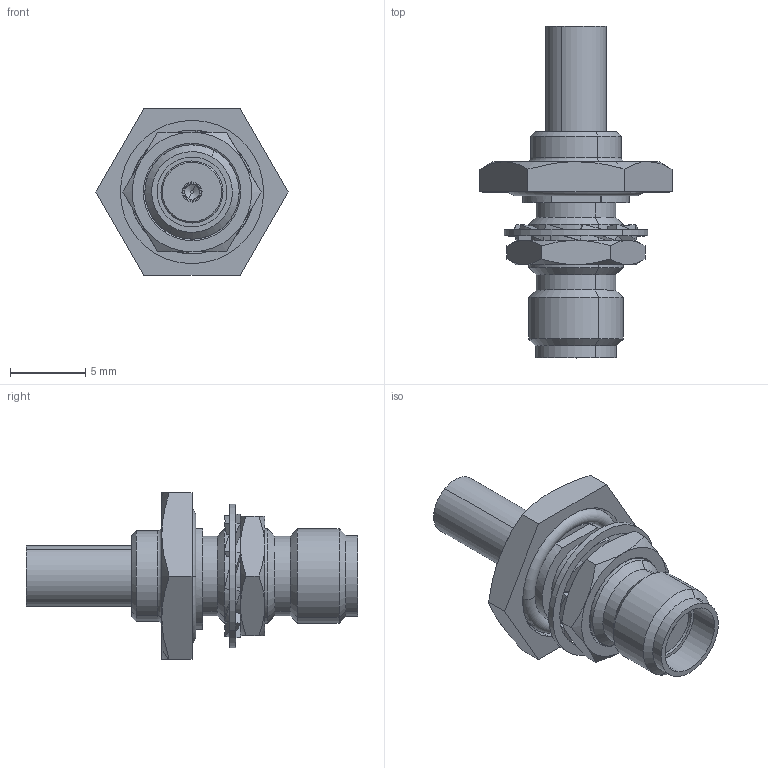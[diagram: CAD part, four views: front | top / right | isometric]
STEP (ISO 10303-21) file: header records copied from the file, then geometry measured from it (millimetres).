
FILE_DESCRIPTION(('CATIA V5 STEP'),'2;1');
FILE_NAME('24_SMA.stp','2007-10-25T13:22:50+00:00',('none'),('none'),'CATIA Version 5 Release 14 (IN-10)','CATIA V5 STEP AP214','none');
FILE_SCHEMA(('AUTOMOTIVE_DESIGN { 1 0 10303 214 1 1 1 1 }'));
Length unit declared in the file: millimetre
Products named in the file (1): PAR-00108378
Bounding box: 12.73 x 22 x 11.03 mm (x, y, z)
Volume: 655 mm3; surface area: 1034 mm2
Topology: 2 solids, 2 shells, 210 faces, 596 edges, 384 vertices
Faces by surface type: plane 90, cylinder 64, cone 46, torus 10
Entity records: 6691 total; most frequent: CARTESIAN_POINT 1681, ORIENTED_EDGE 1192, DIRECTION 771, EDGE_CURVE 596, AXIS2_PLACEMENT_3D 402, VERTEX_POINT 384, CIRCLE 261, VECTOR 230
